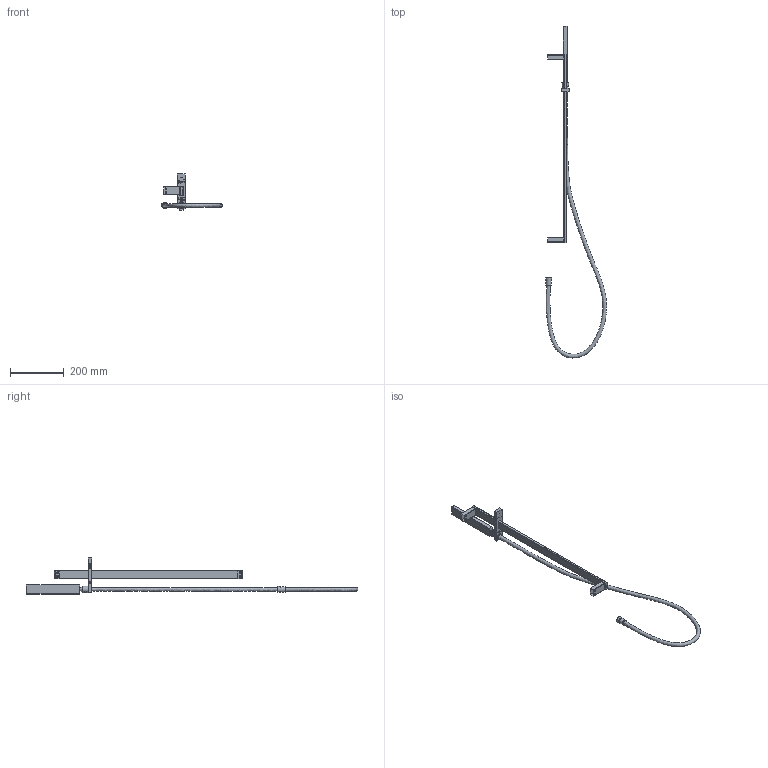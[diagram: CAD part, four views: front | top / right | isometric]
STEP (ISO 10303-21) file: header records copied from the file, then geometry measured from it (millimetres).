
FILE_DESCRIPTION (( 'STEP AP203' ), '1' );
FILE_NAME ('99HP10632.STEP', '2025-01-09T08:06:13', ( '' ), ( '' ), 'SwSTEP 2.0', 'SolidWorks 2021', '' );
FILE_SCHEMA (( 'CONFIG_CONTROL_DESIGN' ));
Length unit declared in the file: millimetre
Products named in the file (1): 99HP10632
Bounding box: 227.12 x 1234.74 x 134.9 mm (x, y, z)
Volume: 438144.9 mm3; surface area: 245285.3 mm2
Topology: 18 solids, 18 shells, 942 faces, 2288 edges, 1453 vertices
Faces by surface type: plane 449, cylinder 402, sphere 37, cone 28, torus 17, bspline 9
Full cylindrical faces by diameter (mm): 0.5 x44, 1.971 x1, 3 x1, 3.3 x1, 4 x1, 4.2 x11, 5 x9, 5.6 x1, 5.8 x4, 6 x1, 6.2 x1, 7 x1, 8 x1, 8.3 x1, 8.5 x1, 8.571 x1, 9.5 x2, 10 x1, 10.5 x2, 11 x1, 11.1 x1, 12 x1, 12.471 x1, 13.4 x1, 14 x1, 17.371 x1, 17.971 x1, 18.1 x1, 18.5 x1, 18.632 x1
Entity records: 29254 total; most frequent: CARTESIAN_POINT 7364, DIRECTION 4716, ORIENTED_EDGE 4170, EDGE_CURVE 2085, AXIS2_PLACEMENT_3D 1769, VERTEX_POINT 1415, EDGE_LOOP 1248, VECTOR 1178
